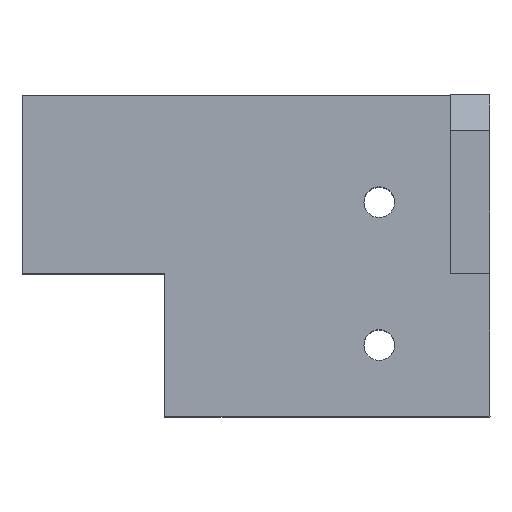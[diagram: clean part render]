
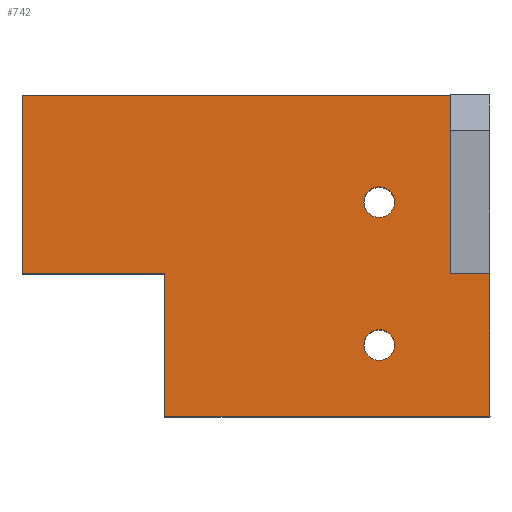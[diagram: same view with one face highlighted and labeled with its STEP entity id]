
A CAD part, top view. The second image highlights one B-rep face of the part: STEP entity #742.
In plain terms, the highlighted planar face has unit normal (0, 0, 1).
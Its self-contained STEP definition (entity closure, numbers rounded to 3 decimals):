
#23=FACE_BOUND('',#122,.T.);
#24=FACE_BOUND('',#123,.T.);
#44=PLANE('',#806);
#73=FACE_OUTER_BOUND('',#121,.T.);
#121=EDGE_LOOP('',(#557,#558,#559,#560,#561,#562,#563,#564));
#122=EDGE_LOOP('',(#565));
#123=EDGE_LOOP('',(#566));
#184=LINE('',#1111,#256);
#200=LINE('',#1152,#272);
#201=LINE('',#1154,#273);
#202=LINE('',#1155,#274);
#203=LINE('',#1157,#275);
#204=LINE('',#1159,#276);
#205=LINE('',#1161,#277);
#206=LINE('',#1162,#278);
#256=VECTOR('',#891,1.);
#272=VECTOR('',#919,1.);
#273=VECTOR('',#920,1.);
#274=VECTOR('',#921,1.);
#275=VECTOR('',#922,1.);
#276=VECTOR('',#923,1.);
#277=VECTOR('',#924,1.);
#278=VECTOR('',#925,1.);
#321=CIRCLE('',#795,2.15);
#323=CIRCLE('',#798,2.15);
#351=VERTEX_POINT('',#1087);
#353=VERTEX_POINT('',#1093);
#359=VERTEX_POINT('',#1108);
#360=VERTEX_POINT('',#1110);
#378=VERTEX_POINT('',#1150);
#379=VERTEX_POINT('',#1151);
#380=VERTEX_POINT('',#1153);
#381=VERTEX_POINT('',#1156);
#382=VERTEX_POINT('',#1158);
#383=VERTEX_POINT('',#1160);
#420=EDGE_CURVE('',#351,#351,#321,.T.);
#423=EDGE_CURVE('',#353,#353,#323,.T.);
#430=EDGE_CURVE('',#359,#360,#184,.T.);
#450=EDGE_CURVE('',#378,#379,#200,.T.);
#451=EDGE_CURVE('',#380,#378,#201,.T.);
#452=EDGE_CURVE('',#360,#380,#202,.T.);
#453=EDGE_CURVE('',#381,#359,#203,.T.);
#454=EDGE_CURVE('',#382,#381,#204,.T.);
#455=EDGE_CURVE('',#383,#382,#205,.T.);
#456=EDGE_CURVE('',#379,#383,#206,.T.);
#557=ORIENTED_EDGE('',*,*,#450,.F.);
#558=ORIENTED_EDGE('',*,*,#451,.F.);
#559=ORIENTED_EDGE('',*,*,#452,.F.);
#560=ORIENTED_EDGE('',*,*,#430,.F.);
#561=ORIENTED_EDGE('',*,*,#453,.F.);
#562=ORIENTED_EDGE('',*,*,#454,.F.);
#563=ORIENTED_EDGE('',*,*,#455,.F.);
#564=ORIENTED_EDGE('',*,*,#456,.F.);
#565=ORIENTED_EDGE('',*,*,#420,.F.);
#566=ORIENTED_EDGE('',*,*,#423,.F.);
#742=ADVANCED_FACE('',(#73,#23,#24),#44,.F.);
#795=AXIS2_PLACEMENT_3D('',#1089,#872,#873);
#798=AXIS2_PLACEMENT_3D('',#1095,#879,#880);
#806=AXIS2_PLACEMENT_3D('',#1149,#917,#918);
#872=DIRECTION('center_axis',(0.,0.,
1.));
#873=DIRECTION('ref_axis',(1.,0.,0.));
#879=DIRECTION('center_axis',(0.,0.,
1.));
#880=DIRECTION('ref_axis',(1.,0.,0.));
#891=DIRECTION('',(1.,0.,0.));
#917=DIRECTION('center_axis',(0.,0.,
-1.));
#918=DIRECTION('ref_axis',(-1.,0.,0.));
#919=DIRECTION('',(0.,-1.,0.));
#920=DIRECTION('',(1.,0.,0.));
#921=DIRECTION('',(0.,-1.,0.));
#922=DIRECTION('',(0.,1.,0.));
#923=DIRECTION('',(-1.,0.,0.));
#924=DIRECTION('',(0.,1.,0.));
#925=DIRECTION('',(-1.,0.,0.));
#1087=CARTESIAN_POINT('',(-202.35,-85.,31.));
#1089=CARTESIAN_POINT('Origin',(-200.2,-85.,31.));
#1093=CARTESIAN_POINT('',(-202.35,-65.,31.));
#1095=CARTESIAN_POINT('Origin',(-200.2,-65.,31.));
#1108=CARTESIAN_POINT('',(-250.2,-50.,31.));
#1110=CARTESIAN_POINT('',(-190.2,-50.,31.));
#1111=CARTESIAN_POINT('',(-250.2,-50.,31.));
#1149=CARTESIAN_POINT('Origin',(-4.537,-289.375,31.));
#1150=CARTESIAN_POINT('',(-184.7,-75.,31.));
#1151=CARTESIAN_POINT('',(-184.7,-95.,31.));
#1152=CARTESIAN_POINT('',(-184.7,-75.,31.));
#1153=CARTESIAN_POINT('',(-190.2,-75.,31.));
#1154=CARTESIAN_POINT('',(-190.2,-75.,31.));
#1155=CARTESIAN_POINT('',(-190.2,-50.,31.));
#1156=CARTESIAN_POINT('',(-250.2,-75.,31.));
#1157=CARTESIAN_POINT('',(-250.2,-75.,31.));
#1158=CARTESIAN_POINT('',(-230.2,-75.,31.));
#1159=CARTESIAN_POINT('',(-230.2,-75.,31.));
#1160=CARTESIAN_POINT('',(-230.2,-95.,31.));
#1161=CARTESIAN_POINT('',(-230.2,-95.,31.));
#1162=CARTESIAN_POINT('',(-186.7,-95.,31.));
